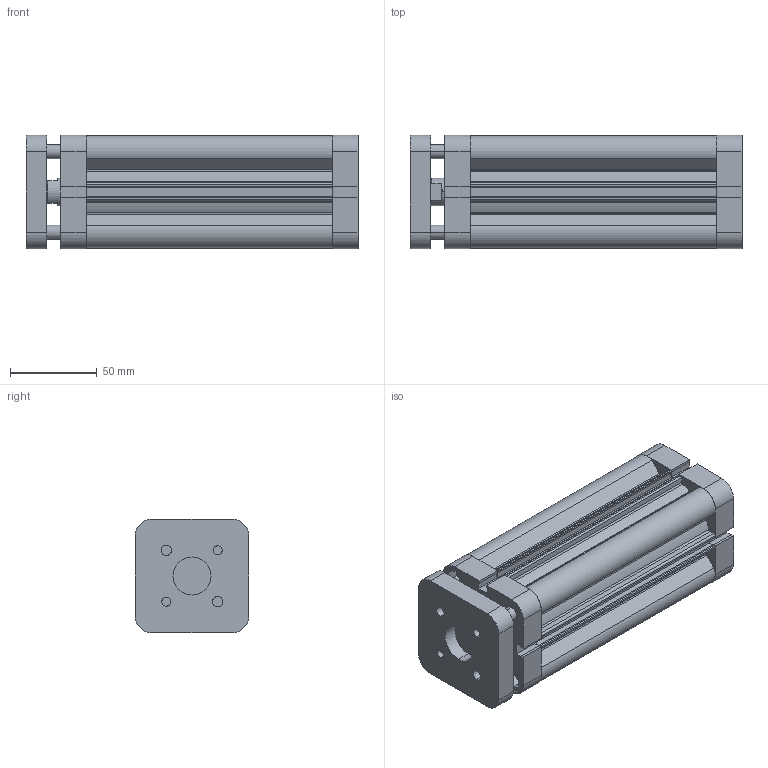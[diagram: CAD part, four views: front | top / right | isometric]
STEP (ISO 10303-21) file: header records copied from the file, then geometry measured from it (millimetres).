
FILE_DESCRIPTION (( 'STEP AP214' ), '1' );
FILE_NAME ('KCY-50-125-CYLINDER.STEP', '2013-07-24T14:39:32', ( '' ), ( '' ), 'SwSTEP 2.0', 'SolidWorks 2010', '' );
FILE_SCHEMA (( 'AUTOMOTIVE_DESIGN' ));
Length unit declared in the file: millimetre
Products named in the file (6): KCY  50  ARKA KAPAK; KCY  50  烰 KAPAK; KCY 50 M尳; KCY  50  BORU_Varsayýlan; KCY  50  BAÐ. BRAKET; KCY-50-125-CYLINDER
Assembly tree (5 placements, depth 2):
  KCY-50-125-CYLINDER
    KCY 50 M尳
    KCY  50  BORU_Varsayýlan
    KCY  50  BAÐ. BRAKET
    KCY  50  烰 KAPAK
    KCY  50  ARKA KAPAK
Bounding box: 191.5 x 65.5 x 65.5 mm (x, y, z)
Volume: 394082.6 mm3; surface area: 158465.3 mm2
Topology: 5 solids, 5 shells, 327 faces, 870 edges, 575 vertices
Faces by surface type: plane 173, cylinder 140, cone 14
Entity records: 10766 total; most frequent: DIRECTION 1822, CARTESIAN_POINT 1802, ORIENTED_EDGE 1736, EDGE_CURVE 868, AXIS2_PLACEMENT_3D 627, VERTEX_POINT 575, LINE 568, VECTOR 568
